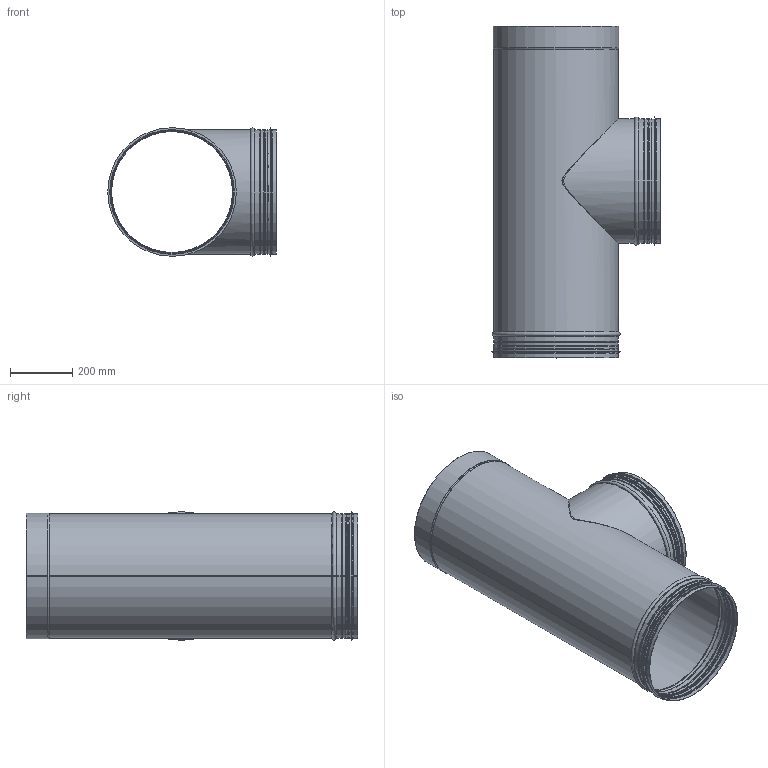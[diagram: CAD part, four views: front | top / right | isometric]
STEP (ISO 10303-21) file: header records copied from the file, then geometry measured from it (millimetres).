
FILE_DESCRIPTION(/* description */ ('Rörämne gren'),/* implementation_level */ '2;1');
FILE_NAME(/* name */ 'HTKH-15.stp',/* time_stamp */ '2016-02-11T07:42:34+01:00',/* author */ ('John'),/* organization */ (''),/* preprocessor_version */ 'ST-DEVELOPER v15.6',/* originating_system */ 'Autodesk Inventor 2015',/* authorisation */ '');
FILE_SCHEMA (('AUTOMOTIVE_DESIGN { 1 0 10303 214 3 1 1 }'));
Length unit declared in the file: millimetre
Products named in the file (5): HTKH-AA-15; HTKH-AB-15; HIK-AA-7; HIK-AB-7; HTKH-15
Assembly tree (6 placements, depth 2):
  HTKH-15
    HTKH-AA-15
    HTKH-AB-15
    HIK-AA-7  x2
    HIK-AB-7  x2
Bounding box: 543.3 x 1070 x 414.6 mm (x, y, z)
Volume: 1627186.5 mm3; surface area: 3144166.5 mm2
Topology: 6 solids, 6 shells, 227 faces, 451 edges, 236 vertices
Faces by surface type: plane 103, torus 60, cylinder 38, cone 22, bspline 4
Full cylindrical faces by diameter (mm): 397 x4, 400.6 x4, 401.6 x2, 414.6 x2
Entity records: 7097 total; most frequent: CARTESIAN_POINT 2415, DIRECTION 1035, ORIENTED_EDGE 810, AXIS2_PLACEMENT_3D 424, EDGE_CURVE 405, EDGE_LOOP 229, VERTEX_POINT 218, STYLED_ITEM 213
